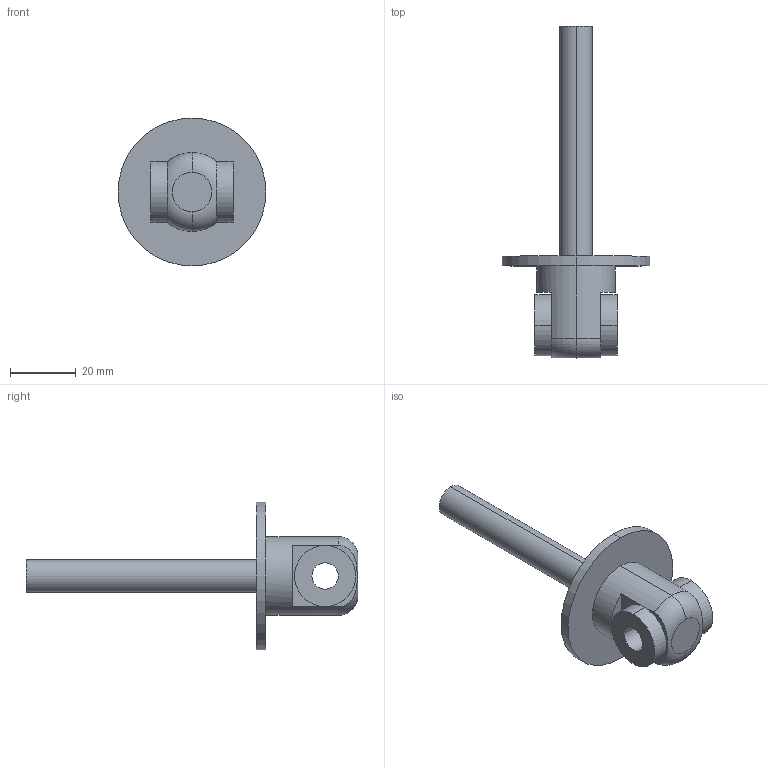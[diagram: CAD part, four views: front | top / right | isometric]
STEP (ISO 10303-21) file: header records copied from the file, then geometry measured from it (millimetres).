
FILE_DESCRIPTION (( 'STEP AP214' ), '1' );
FILE_NAME ('Base.STEP', '2020-11-25T11:56:12', ( '' ), ( '' ), 'SwSTEP 2.0', 'SolidWorks 2016', '' );
FILE_SCHEMA (( 'AUTOMOTIVE_DESIGN' ));
Length unit declared in the file: millimetre
Products named in the file (1): Base
Bounding box: 45 x 101 x 45 mm (x, y, z)
Volume: 21774.6 mm3; surface area: 8788.1 mm2
Topology: 1 solids, 1 shells, 24 faces, 52 edges, 34 vertices
Faces by surface type: cylinder 12, plane 10, torus 2
Entity records: 825 total; most frequent: CARTESIAN_POINT 197, DIRECTION 132, ORIENTED_EDGE 104, AXIS2_PLACEMENT_3D 57, EDGE_CURVE 52, VERTEX_POINT 34, CIRCLE 32, EDGE_LOOP 30
